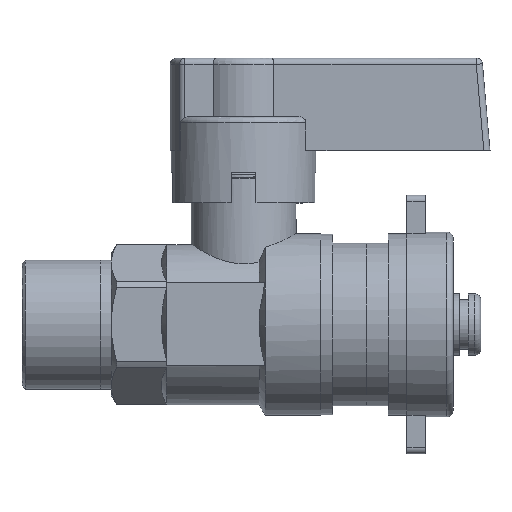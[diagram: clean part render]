
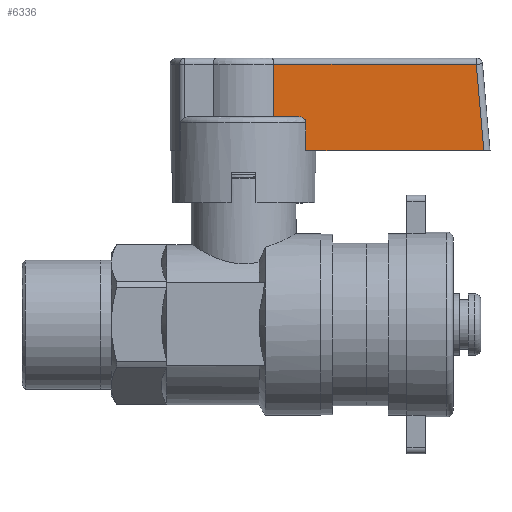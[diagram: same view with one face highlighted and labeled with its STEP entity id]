
A CAD part, top view. The second image highlights one B-rep face of the part: STEP entity #6336.
In plain terms, the highlighted planar face has unit normal (0, 0, 1).
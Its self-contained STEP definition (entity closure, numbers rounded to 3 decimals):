
#178=LINE('',#15662,#400);
#215=LINE('',#15810,#437);
#219=LINE('',#15830,#441);
#235=LINE('',#15903,#457);
#238=LINE('',#15913,#460);
#239=LINE('',#15920,#461);
#400=VECTOR('',#7500,1000.);
#437=VECTOR('',#7629,1000.);
#441=VECTOR('',#7649,1000.);
#457=VECTOR('',#7705,1000.);
#460=VECTOR('',#7712,1000.);
#461=VECTOR('',#7713,1000.);
#828=B_SPLINE_CURVE_WITH_KNOTS('',3,(#15915,#15916,#15917,#15918,#15919),
 .UNSPECIFIED.,.F.,.F.,(4,1,4),(0.,0.001,
0.002),.UNSPECIFIED.);
#1059=PLANE('',#6793);
#2103=ORIENTED_EDGE('',*,*,#3264,.F.);
#2104=ORIENTED_EDGE('',*,*,#3152,.T.);
#2105=ORIENTED_EDGE('',*,*,#3265,.T.);
#2106=ORIENTED_EDGE('',*,*,#3221,.F.);
#2107=ORIENTED_EDGE('',*,*,#3231,.T.);
#2108=ORIENTED_EDGE('',*,*,#3260,.T.);
#2109=ORIENTED_EDGE('',*,*,#3266,.T.);
#3152=EDGE_CURVE('',#3859,#3858,#178,.T.);
#3221=EDGE_CURVE('',#3913,#3914,#215,.T.);
#3231=EDGE_CURVE('',#3913,#3922,#219,.T.);
#3260=EDGE_CURVE('',#3922,#3937,#235,.T.);
#3264=EDGE_CURVE('',#3859,#3939,#238,.T.);
#3265=EDGE_CURVE('',#3858,#3914,#828,.T.);
#3266=EDGE_CURVE('',#3937,#3939,#239,.T.);
#3858=VERTEX_POINT('',#15661);
#3859=VERTEX_POINT('',#15663);
#3913=VERTEX_POINT('',#15809);
#3914=VERTEX_POINT('',#15811);
#3922=VERTEX_POINT('',#15831);
#3937=VERTEX_POINT('',#15902);
#3939=VERTEX_POINT('',#15914);
#4605=EDGE_LOOP('',(#2103,#2104,#2105,#2106,#2107,#2108,#2109));
#5028=FACE_BOUND('',#4605,.T.);
#6336=ADVANCED_FACE('',(#5028),#1059,.T.);
#6793=AXIS2_PLACEMENT_3D('',#15912,#7710,#7711);
#7500=DIRECTION('',(1.,0.,0.));
#7629=DIRECTION('',(0.,1.,0.));
#7649=DIRECTION('',(1.,0.,0.));
#7705=DIRECTION('',(-0.087,0.996,0.));
#7710=DIRECTION('',(0.,0.,1.));
#7711=DIRECTION('',(1.,0.,0.));
#7712=DIRECTION('',(0.,1.,0.));
#7713=DIRECTION('',(-1.,0.,0.));
#15661=CARTESIAN_POINT('',(8.92,9.5,6.));
#15662=CARTESIAN_POINT('',(4.905,9.5,6.));
#15663=CARTESIAN_POINT('',(4.905,9.5,6.));
#15809=CARTESIAN_POINT('',(10.103,4.,6.));
#15810=CARTESIAN_POINT('',(10.103,4.,6.));
#15811=CARTESIAN_POINT('',(10.103,8.5,6.));
#15830=CARTESIAN_POINT('',(10.103,4.,6.));
#15831=CARTESIAN_POINT('',(38.996,4.,6.));
#15902=CARTESIAN_POINT('',(37.771,18.,6.));
#15903=CARTESIAN_POINT('',(38.996,4.,6.));
#15912=CARTESIAN_POINT('',(0.,0.,6.));
#15913=CARTESIAN_POINT('',(4.905,9.5,6.));
#15914=CARTESIAN_POINT('',(4.905,18.,6.));
#15915=CARTESIAN_POINT('',(8.92,9.5,6.));
#15916=CARTESIAN_POINT('',(9.209,9.5,6.));
#15917=CARTESIAN_POINT('',(9.787,9.332,6.));
#15918=CARTESIAN_POINT('',(10.103,8.791,6.));
#15919=CARTESIAN_POINT('',(10.103,8.5,6.));
#15920=CARTESIAN_POINT('',(37.771,18.,6.));
